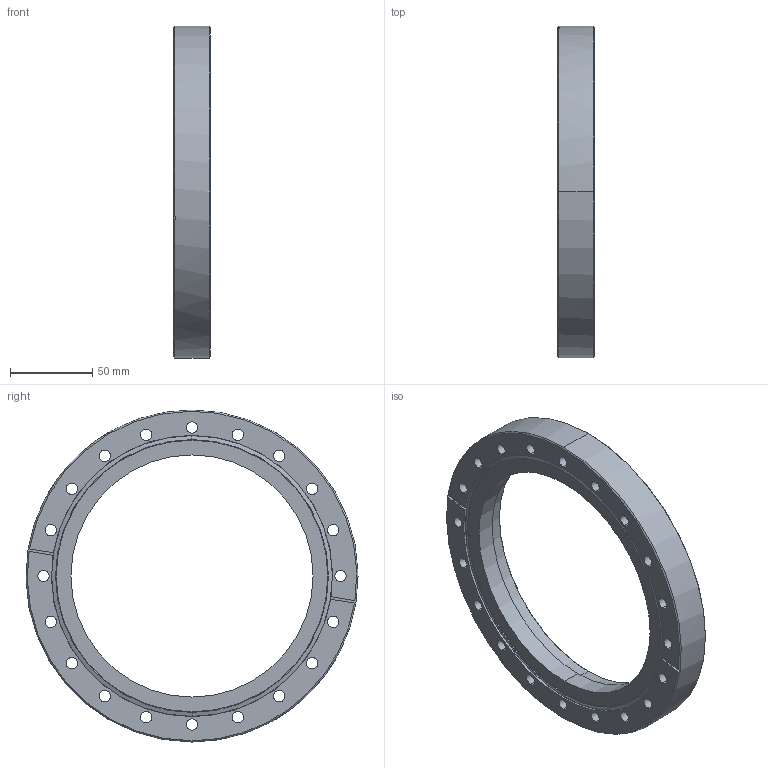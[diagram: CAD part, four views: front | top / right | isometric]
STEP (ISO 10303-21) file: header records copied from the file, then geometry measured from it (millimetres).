
FILE_DESCRIPTION (( 'STEP AP203' ), '1' );
FILE_NAME ('130031_D.STEP', '2024-03-18T06:50:53', ( '' ), ( '' ), 'SwSTEP 2.0', 'SolidWorks 2022', '' );
FILE_SCHEMA (( 'CONFIG_CONTROL_DESIGN' ));
Length unit declared in the file: inch
Products named in the file (1): 130031_D
Bounding box: 22.35 x 202.44 x 202.44 mm (x, y, z)
Volume: 299980.1 mm3; surface area: 62871.8 mm2
Topology: 1 solids, 1 shells, 78 faces, 208 edges, 133 vertices
Faces by surface type: cylinder 48, cone 11, plane 11, torus 8
Entity records: 2654 total; most frequent: DIRECTION 493, CARTESIAN_POINT 432, ORIENTED_EDGE 416, AXIS2_PLACEMENT_3D 210, EDGE_CURVE 208, VERTEX_POINT 133, CIRCLE 131, EDGE_LOOP 121
